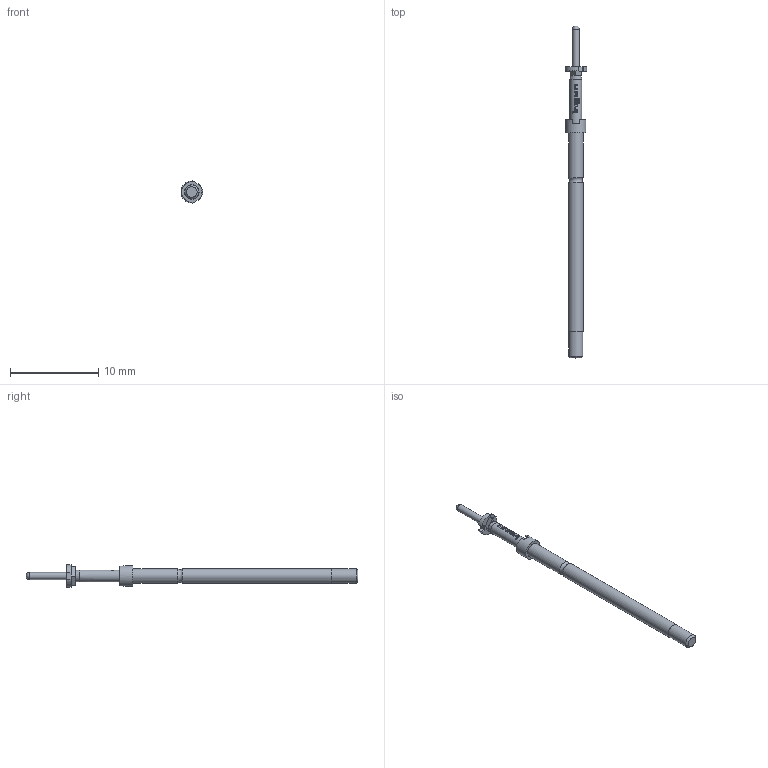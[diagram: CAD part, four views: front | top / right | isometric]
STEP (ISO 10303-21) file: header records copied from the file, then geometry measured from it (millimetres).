
FILE_DESCRIPTION (( 'STEP AP203' ), '1' );
FILE_NAME ('INGUN_T-912_305_080_460_250_X_xx02_M_0.STEP', '2018-07-03T12:51:34', ( '' ), ( '' ), 'SwSTEP 2.0', 'SolidWorks 2018', '' );
FILE_SCHEMA (( 'CONFIG_CONTROL_DESIGN' ));
Length unit declared in the file: millimetre
Products named in the file (2): INGUN_T-912_305_080_460_250_X_xx02_M_0
Bounding box: 2.45 x 37.6 x 2.49 mm (x, y, z)
Volume: 71.4 mm3; surface area: 196.6 mm2
Topology: 1 solids, 1 shells, 117 faces, 330 edges, 217 vertices
Faces by surface type: plane 73, bspline 21, cylinder 19, cone 2, sphere 1, torus 1
Full cylindrical faces by diameter (mm): 0.8 x1, 1.32 x1, 1.6 x1, 1.65 x2, 2.3 x1
Entity records: 3792 total; most frequent: CARTESIAN_POINT 1057, ORIENTED_EDGE 570, DIRECTION 460, EDGE_CURVE 285, VERTEX_POINT 193, AXIS2_PLACEMENT_3D 163, VECTOR 134, LINE 134
